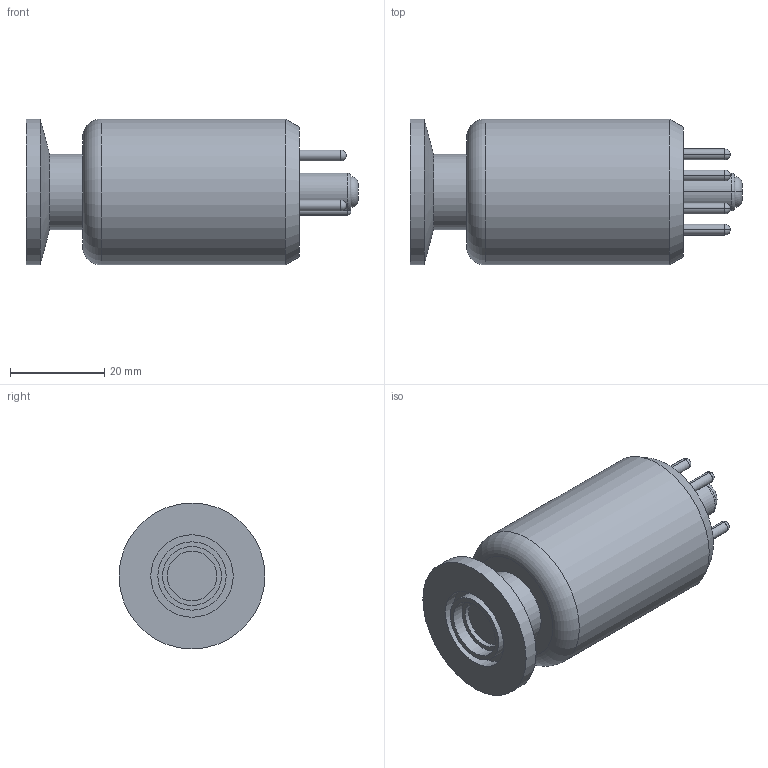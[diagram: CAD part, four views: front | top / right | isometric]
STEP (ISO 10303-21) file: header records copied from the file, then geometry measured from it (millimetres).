
FILE_DESCRIPTION(('TFLEX Exchange Step'),'2;1');
FILE_NAME('-ТП4.stp', '2022-08-30T21:03:08+05:00',('Алексей'),('Unknown organisation'),'TFLEX Exchange 2019.1','T-FLEX CAD','Unknown authorisation');
FILE_SCHEMA( ('AUTOMOTIVE_DESIGN { 1 0 10303 214 1 1 1 1 }') );
Length unit declared in the file: millimetre
Products named in the file (1): СК-ТП4
Bounding box: 70.5 x 31 x 31 mm (x, y, z)
Volume: 38910.2 mm3; surface area: 8554 mm2
Topology: 6 solids, 6 shells, 130 faces, 299 edges, 190 vertices
Faces by surface type: plane 82, cylinder 28, sphere 8, torus 6, bspline 4, cone 2
Full cylindrical faces by diameter (mm): 10.5 x1, 12.5 x1, 14.5 x1, 16 x1, 17.5 x1, 31 x2
Entity records: 3706 total; most frequent: CARTESIAN_POINT 678, DIRECTION 614, ORIENTED_EDGE 582, EDGE_CURVE 291, AXIS2_PLACEMENT_3D 206, VECTOR 202, LINE 202, VERTEX_POINT 190
